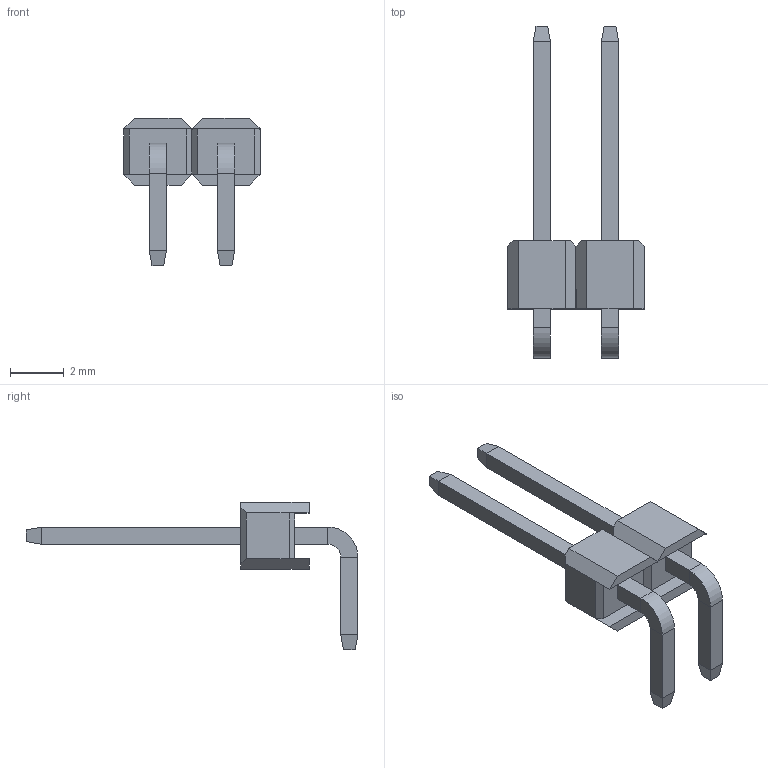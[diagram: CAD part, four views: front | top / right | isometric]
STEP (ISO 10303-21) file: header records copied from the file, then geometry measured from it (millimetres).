
FILE_DESCRIPTION (( 'STEP AP214' ), '1' );
FILE_NAME ('1x2 Male Pin Header Angle.STEP', '2018-11-15T17:51:49', ( 'M.B.I.' ), ( '' ), 'SwSTEP 2.0', '', '' );
FILE_SCHEMA (( 'AUTOMOTIVE_DESIGN' ));
Length unit declared in the file: millimetre
Products named in the file (1): 1x2 Male Pin Header Angle
Bounding box: 5.08 x 12.36 x 5.5 mm (x, y, z)
Volume: 36.9 mm3; surface area: 155.7 mm2
Topology: 3 solids, 3 shells, 100 faces, 242 edges, 148 vertices
Faces by surface type: plane 96, cylinder 4
Entity records: 2874 total; most frequent: CARTESIAN_POINT 491, ORIENTED_EDGE 484, DIRECTION 452, EDGE_CURVE 242, VECTOR 234, LINE 234, VERTEX_POINT 148, AXIS2_PLACEMENT_3D 109
